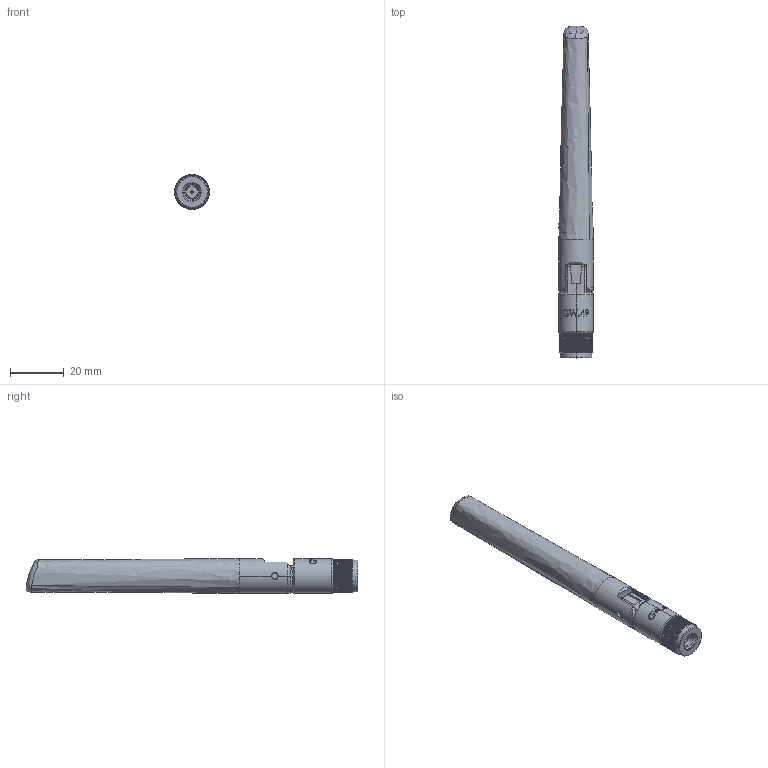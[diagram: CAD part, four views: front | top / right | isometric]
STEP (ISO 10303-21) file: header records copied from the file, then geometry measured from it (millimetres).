
FILE_DESCRIPTION (( 'STEP AP214' ), '1' );
FILE_NAME ('GW.49.A153_Web.STEP', '2024-09-20T04:29:21', ( '' ), ( '' ), 'SwSTEP 2.0', 'SolidWorks 2022', '' );
FILE_SCHEMA (( 'AUTOMOTIVE_DESIGN' ));
Length unit declared in the file: millimetre
Products named in the file (1): GW.49.A153_Web
Bounding box: 13 x 124.06 x 13.01 mm (x, y, z)
Surface area: 5463.2 mm2 (no closed solid volume)
Topology: 0 solids, 10 shells, 236 faces, 1212 edges, 879 vertices
Faces by surface type: cylinder 119, plane 76, bspline 19, cone 13, torus 9
Entity records: 17846 total; most frequent: CARTESIAN_POINT 7448, ORIENTED_EDGE 1727, EDGE_CURVE 1212, DIRECTION 1096, VERTEX_POINT 879, B_SPLINE_CURVE_WITH_KNOTS 694, AXIS2_PLACEMENT_3D 384, LINE 328
